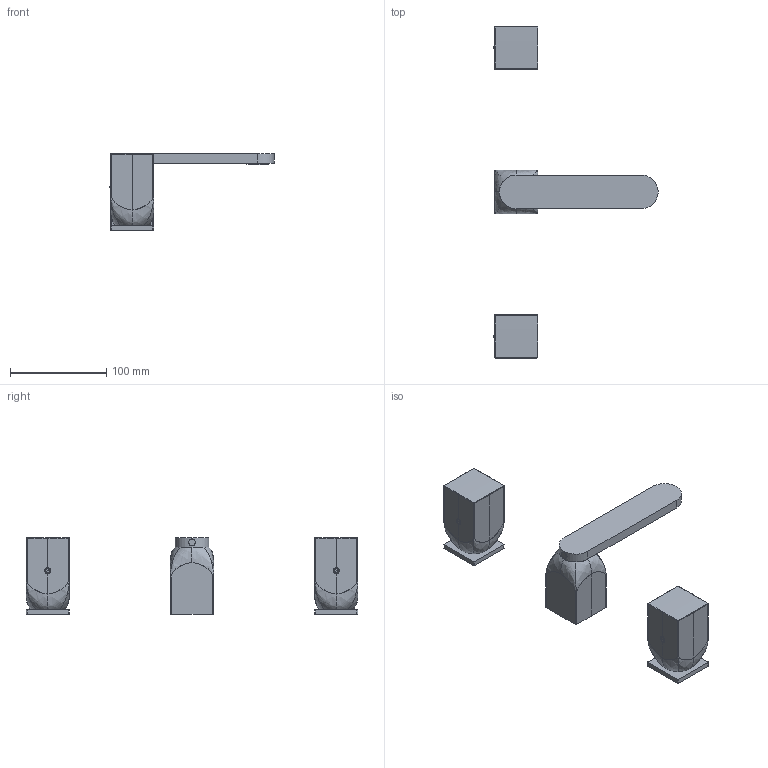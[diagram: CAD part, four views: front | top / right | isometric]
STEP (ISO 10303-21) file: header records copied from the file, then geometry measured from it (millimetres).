
FILE_DESCRIPTION(('CATIA V5 STEP Exchange','CAx-IF Rec.Pracs.--- Model Styling and Organization---1.5--- 2016-08-15','CAx-IF Rec.Pracs.---Supplemental Geometry---1.0---2011-11-01','CAx-IF Rec.Pracs.--- Composite Materials ---3.4---2017-06-13','CAx-IF Rec.Pracs.---Tessellated 3D Geometry---1.0---2015-12-17'),'2;1');
FILE_NAME('RI001020 Lavabo 3 fori.stp','2023-01-27T07:20:43+00:00',('none'),('none'),'CATIA Version 5-6 Release 2020 SP2','CATIA V5 STEP AP242 v2','none');
FILE_SCHEMA(('AP242_MANAGED_MODEL_BASED_3D_ENGINEERING_MIM_LF {1 0 10303 442 1 1 4}'));
Products named in the file (1): RI001020_AllCATPart
Bounding box: 170.7 x 345.02 x 80 mm (x, y, z)
Volume: 2345.1 mm3; surface area: 63189.1 mm2
Topology: 4 solids, 124 shells, 892 faces, 2579 edges, 1911 vertices
Faces by surface type: plane 714, cylinder 64, bspline 56, extrusion 24, torus 16, cone 14, sphere 4
Entity records: 49131 total; most frequent: CARTESIAN_POINT 28672, ORIENTED_EDGE 4547, DIRECTION 2708, EDGE_CURVE 2575, VECTOR 1996, LINE 1972, VERTEX_POINT 1911, EDGE_LOOP 997
